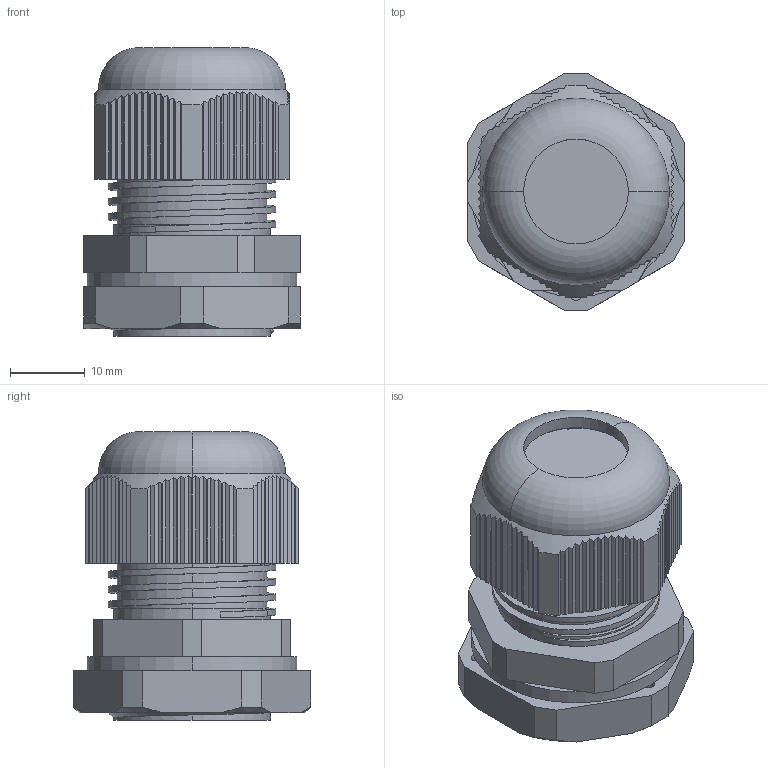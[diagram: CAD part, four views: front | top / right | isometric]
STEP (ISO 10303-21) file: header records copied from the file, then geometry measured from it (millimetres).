
FILE_DESCRIPTION (( 'STEP AP203' ), '1' );
FILE_NAME ('Ñàëüíèê PG16.STEP', '2017-01-10T14:19:55', ( 'kuryshev' ), ( '' ), 'SwSTEP 2.0', 'SolidWorks 2010', '' );
FILE_SCHEMA (( 'CONFIG_CONTROL_DESIGN' ));
Length unit declared in the file: millimetre
Products named in the file (1): Ñàëüíèê PG16
Bounding box: 29 x 31.7 x 38.6 mm (x, y, z)
Volume: 10831.4 mm3; surface area: 14878.2 mm2
Topology: 5 solids, 5 shells, 504 faces, 1406 edges, 930 vertices
Faces by surface type: plane 361, cylinder 87, torus 21, bspline 21, cone 14
Entity records: 24234 total; most frequent: CARTESIAN_POINT 12026, ORIENTED_EDGE 2812, DIRECTION 2146, EDGE_CURVE 1406, VERTEX_POINT 930, LINE 772, VECTOR 772, AXIS2_PLACEMENT_3D 687
